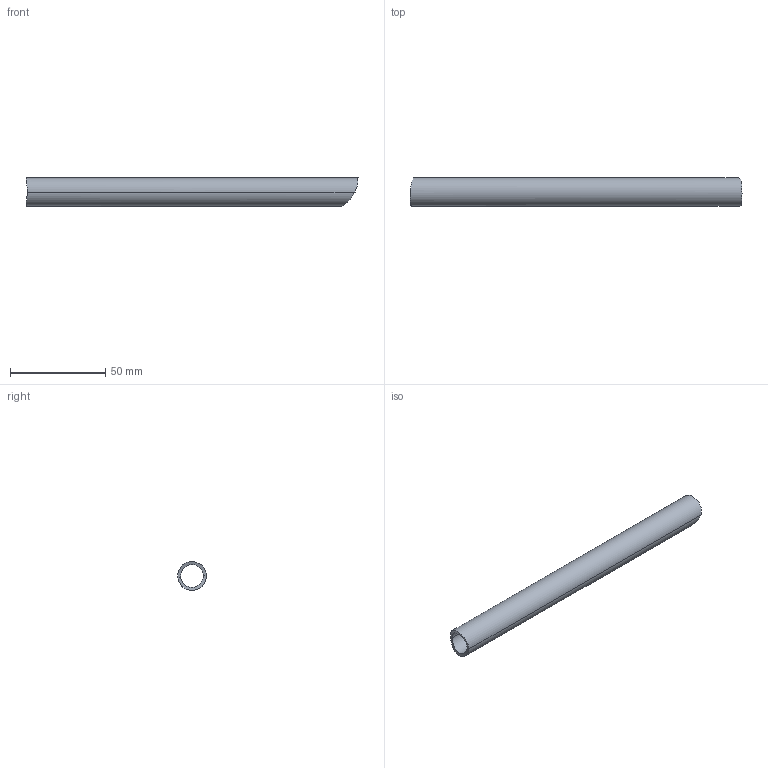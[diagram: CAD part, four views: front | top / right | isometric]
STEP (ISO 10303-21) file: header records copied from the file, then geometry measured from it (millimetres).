
FILE_DESCRIPTION(('CATIA V5 STEP Exchange'),'2;1');
FILE_NAME('402.stp','2018-12-01T18:19:38+00:00',('none'),('none'),'CATIA Version 5 Release 19 SP 2 (IN-10)','CATIA V5 STEP AP203','none');
FILE_SCHEMA(('CONFIG_CONTROL_DESIGN'));
Length unit declared in the file: millimetre
Products named in the file (1): tube_latéral_gauche
Bounding box: 174.21 x 15 x 14.99 mm (x, y, z)
Volume: 10812.4 mm3; surface area: 14562.9 mm2
Topology: 1 solids, 1 shells, 7 faces, 18 edges, 12 vertices
Faces by surface type: cylinder 7
Entity records: 370 total; most frequent: CARTESIAN_POINT 186, ORIENTED_EDGE 36, EDGE_CURVE 18, DIRECTION 14, B_SPLINE_CURVE_WITH_KNOTS 12, VERTEX_POINT 12, EDGE_LOOP 8, ADVANCED_FACE 7
